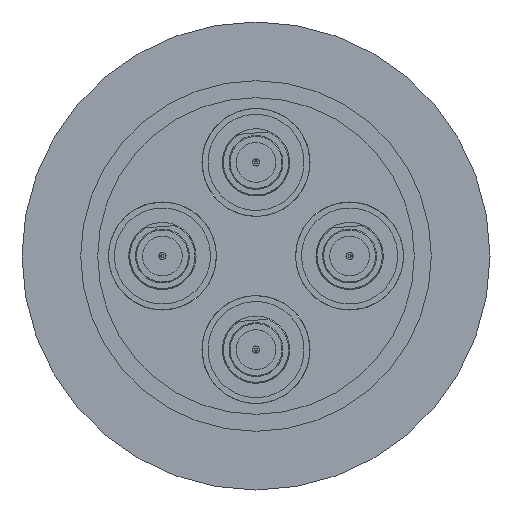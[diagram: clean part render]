
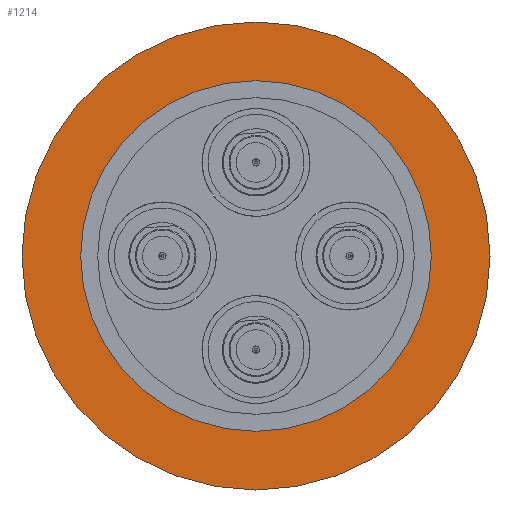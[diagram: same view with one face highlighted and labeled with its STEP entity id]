
A CAD part, left-side view. The second image highlights one B-rep face of the part: STEP entity #1214.
In plain terms, the highlighted planar face has unit normal (-1, 0, 0).
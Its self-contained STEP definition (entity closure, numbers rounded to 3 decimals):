
#138 = DIRECTION ( 'NONE',  ( 0., 0., 1. ) ) ;
#178 = DIRECTION ( 'NONE',  ( -1., 0., 0. ) ) ;
#233 = ORIENTED_EDGE ( 'NONE', *, *, #1540, .F. ) ;
#297 = DIRECTION ( 'NONE',  ( 0., 0., 1. ) ) ;
#331 = EDGE_LOOP ( 'NONE', ( #831, #867 ) ) ;
#366 = EDGE_CURVE ( 'NONE', #1603, #1485, #879, .T. ) ;
#472 = VERTEX_POINT ( 'NONE', #1360 ) ;
#552 = CARTESIAN_POINT ( 'NONE',  ( 0., 0., 0. ) ) ;
#577 = DIRECTION ( 'NONE',  ( -1., 0., 0. ) ) ;
#586 = CIRCLE ( 'NONE', #1465, 27.5 ) ;
#622 = DIRECTION ( 'NONE',  ( -1., 0., 0. ) ) ;
#639 = CARTESIAN_POINT ( 'NONE',  ( 0., 0., 0. ) ) ;
#743 = VERTEX_POINT ( 'NONE', #1336 ) ;
#764 = CARTESIAN_POINT ( 'NONE',  ( 0., 0., -27.5 ) ) ;
#830 = DIRECTION ( 'NONE',  ( 0., 0., 1. ) ) ;
#831 = ORIENTED_EDGE ( 'NONE', *, *, #366, .T. ) ;
#867 = ORIENTED_EDGE ( 'NONE', *, *, #940, .T. ) ;
#879 = CIRCLE ( 'NONE', #1204, 27.5 ) ;
#931 = AXIS2_PLACEMENT_3D ( 'NONE', #1176, #1401, #1230 ) ;
#939 = FACE_BOUND ( 'NONE', #1789, .T. ) ;
#940 = EDGE_CURVE ( 'NONE', #1485, #1603, #586, .T. ) ;
#961 = FACE_OUTER_BOUND ( 'NONE', #331, .T. ) ;
#1024 = EDGE_CURVE ( 'NONE', #472, #743, #1089, .T. ) ;
#1089 = CIRCLE ( 'NONE', #1606, 20.6 ) ;
#1159 = CARTESIAN_POINT ( 'NONE',  ( 0., 0., 0. ) ) ;
#1174 = PLANE ( 'NONE',  #931 ) ;
#1176 = CARTESIAN_POINT ( 'NONE',  ( 0., 0., -27.5 ) ) ;
#1204 = AXIS2_PLACEMENT_3D ( 'NONE', #552, #178, #1633 ) ;
#1214 = ADVANCED_FACE ( 'NONE', ( #939, #961 ), #1174, .F. ) ;
#1230 = DIRECTION ( 'NONE',  ( 0., 0., -1. ) ) ;
#1242 = CARTESIAN_POINT ( 'NONE',  ( 0., 0., 27.5 ) ) ;
#1336 = CARTESIAN_POINT ( 'NONE',  ( 0., 0., 20.6 ) ) ;
#1360 = CARTESIAN_POINT ( 'NONE',  ( 0., 0., -20.6 ) ) ;
#1384 = DIRECTION ( 'NONE',  ( -1., 0., 0. ) ) ;
#1401 = DIRECTION ( 'NONE',  ( 1., 0., 0. ) ) ;
#1433 = AXIS2_PLACEMENT_3D ( 'NONE', #1906, #1384, #138 ) ;
#1440 = ORIENTED_EDGE ( 'NONE', *, *, #1024, .F. ) ;
#1465 = AXIS2_PLACEMENT_3D ( 'NONE', #1159, #577, #830 ) ;
#1466 = CIRCLE ( 'NONE', #1433, 20.6 ) ;
#1485 = VERTEX_POINT ( 'NONE', #764 ) ;
#1540 = EDGE_CURVE ( 'NONE', #743, #472, #1466, .T. ) ;
#1603 = VERTEX_POINT ( 'NONE', #1242 ) ;
#1606 = AXIS2_PLACEMENT_3D ( 'NONE', #639, #622, #297 ) ;
#1633 = DIRECTION ( 'NONE',  ( 0., 0., 1. ) ) ;
#1789 = EDGE_LOOP ( 'NONE', ( #233, #1440 ) ) ;
#1906 = CARTESIAN_POINT ( 'NONE',  ( 0., 0., 0. ) ) ;
